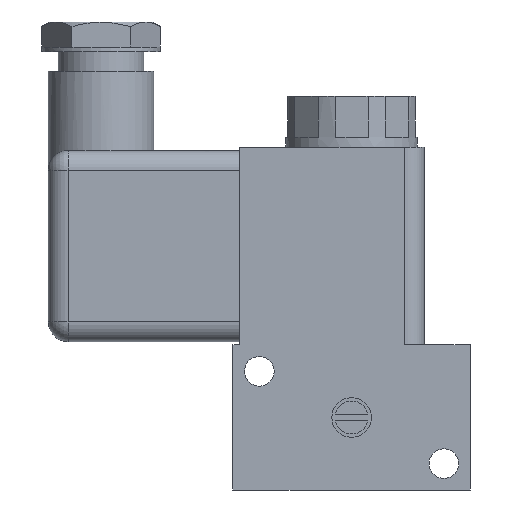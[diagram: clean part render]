
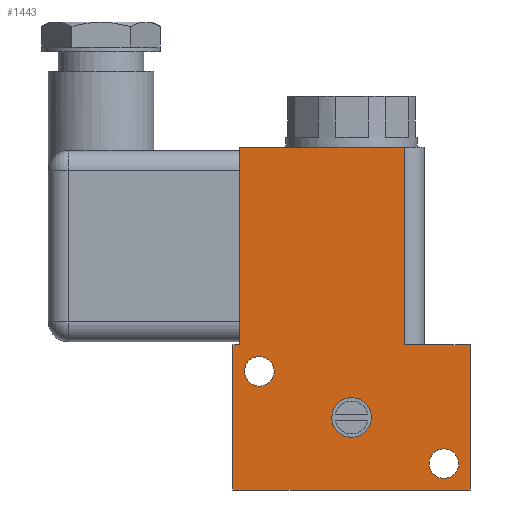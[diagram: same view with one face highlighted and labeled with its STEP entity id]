
A CAD part, front view. The second image highlights one B-rep face of the part: STEP entity #1443.
In plain terms, the highlighted planar face has unit normal (0, -1, 0).
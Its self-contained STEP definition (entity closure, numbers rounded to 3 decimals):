
#78=CIRCLE('',#1571,3.);
#79=CIRCLE('',#1572,2.25);
#80=CIRCLE('',#1573,2.25);
#171=ORIENTED_EDGE('',*,*,#574,.T.);
#172=ORIENTED_EDGE('',*,*,#575,.T.);
#173=ORIENTED_EDGE('',*,*,#576,.T.);
#174=ORIENTED_EDGE('',*,*,#577,.T.);
#175=ORIENTED_EDGE('',*,*,#578,.T.);
#176=ORIENTED_EDGE('',*,*,#579,.F.);
#177=ORIENTED_EDGE('',*,*,#580,.T.);
#178=ORIENTED_EDGE('',*,*,#559,.T.);
#179=ORIENTED_EDGE('',*,*,#573,.F.);
#180=ORIENTED_EDGE('',*,*,#581,.T.);
#181=ORIENTED_EDGE('',*,*,#582,.T.);
#559=EDGE_CURVE('',#763,#761,#897,.T.);
#573=EDGE_CURVE('',#774,#761,#908,.F.);
#574=EDGE_CURVE('',#775,#775,#78,.F.);
#575=EDGE_CURVE('',#776,#776,#79,.T.);
#576=EDGE_CURVE('',#777,#777,#80,.T.);
#577=EDGE_CURVE('',#778,#779,#909,.F.);
#578=EDGE_CURVE('',#779,#780,#910,.F.);
#579=EDGE_CURVE('',#781,#780,#911,.T.);
#580=EDGE_CURVE('',#781,#763,#912,.F.);
#581=EDGE_CURVE('',#774,#782,#913,.F.);
#582=EDGE_CURVE('',#782,#778,#914,.T.);
#761=VERTEX_POINT('',#2219);
#763=VERTEX_POINT('',#2222);
#774=VERTEX_POINT('',#2248);
#775=VERTEX_POINT('',#2252);
#776=VERTEX_POINT('',#2254);
#777=VERTEX_POINT('',#2256);
#778=VERTEX_POINT('',#2258);
#779=VERTEX_POINT('',#2259);
#780=VERTEX_POINT('',#2261);
#781=VERTEX_POINT('',#2263);
#782=VERTEX_POINT('',#2266);
#897=LINE('',#2221,#1010);
#908=LINE('',#2249,#1021);
#909=LINE('',#2257,#1022);
#910=LINE('',#2260,#1023);
#911=LINE('',#2262,#1024);
#912=LINE('',#2264,#1025);
#913=LINE('',#2265,#1026);
#914=LINE('',#2267,#1027);
#1010=VECTOR('',#1748,1000.);
#1021=VECTOR('',#1769,1000.);
#1022=VECTOR('',#1778,1000.);
#1023=VECTOR('',#1779,1000.);
#1024=VECTOR('',#1780,1000.);
#1025=VECTOR('',#1781,1000.);
#1026=VECTOR('',#1782,1000.);
#1027=VECTOR('',#1783,1000.);
#1128=EDGE_LOOP('',(#171));
#1129=EDGE_LOOP('',(#172));
#1130=EDGE_LOOP('',(#173));
#1131=EDGE_LOOP('',(#174,#175,#176,#177,#178,#179,#180,#181));
#1255=FACE_BOUND('',#1128,.T.);
#1256=FACE_BOUND('',#1129,.T.);
#1257=FACE_BOUND('',#1130,.T.);
#1258=FACE_BOUND('',#1131,.T.);
#1380=PLANE('',#1570);
#1443=ADVANCED_FACE('',(#1255,#1256,#1257,#1258),#1380,.T.);
#1570=AXIS2_PLACEMENT_3D('',#2250,#1770,#1771);
#1571=AXIS2_PLACEMENT_3D('',#2251,#1772,#1773);
#1572=AXIS2_PLACEMENT_3D('',#2253,#1774,#1775);
#1573=AXIS2_PLACEMENT_3D('',#2255,#1776,#1777);
#1748=DIRECTION('',(1.,0.,0.));
#1769=DIRECTION('',(0.,0.,1.));
#1770=DIRECTION('',(0.,-1.,0.));
#1771=DIRECTION('',(1.,0.,0.));
#1772=DIRECTION('',(0.,-1.,0.));
#1773=DIRECTION('',(0.,0.,-1.));
#1774=DIRECTION('',(0.,1.,0.));
#1775=DIRECTION('',(0.,0.,1.));
#1776=DIRECTION('',(0.,1.,0.));
#1777=DIRECTION('',(0.,0.,1.));
#1778=DIRECTION('',(1.,0.,0.));
#1779=DIRECTION('',(0.,0.,1.));
#1780=DIRECTION('',(1.,0.,0.));
#1781=DIRECTION('',(0.,0.,1.));
#1782=DIRECTION('',(1.,0.,0.));
#1783=DIRECTION('',(0.,0.,1.));
#2219=CARTESIAN_POINT('',(-12.,16.,0.));
#2221=CARTESIAN_POINT('',(-48.,16.,0.));
#2222=CARTESIAN_POINT('',(-48.,16.,0.));
#2248=CARTESIAN_POINT('',(-12.,16.,22.));
#2249=CARTESIAN_POINT('',(-12.,16.,0.));
#2250=CARTESIAN_POINT('',(-48.,16.,0.));
#2251=CARTESIAN_POINT('',(-30.,16.,11.));
#2252=CARTESIAN_POINT('',(-30.,16.,8.));
#2253=CARTESIAN_POINT('',(-16.,16.,4.));
#2254=CARTESIAN_POINT('',(-16.,16.,6.25));
#2255=CARTESIAN_POINT('',(-44.,16.,18.));
#2256=CARTESIAN_POINT('',(-44.,16.,20.25));
#2257=CARTESIAN_POINT('',(-48.,16.,52.));
#2258=CARTESIAN_POINT('',(-22.,16.,52.));
#2259=CARTESIAN_POINT('',(-47.,16.,52.));
#2260=CARTESIAN_POINT('',(-47.,16.,0.));
#2261=CARTESIAN_POINT('',(-47.,16.,22.));
#2262=CARTESIAN_POINT('',(-48.,16.,22.));
#2263=CARTESIAN_POINT('',(-48.,16.,22.));
#2264=CARTESIAN_POINT('',(-48.,16.,0.));
#2265=CARTESIAN_POINT('',(-48.,16.,22.));
#2266=CARTESIAN_POINT('',(-22.,16.,22.));
#2267=CARTESIAN_POINT('',(-22.,16.,0.));
